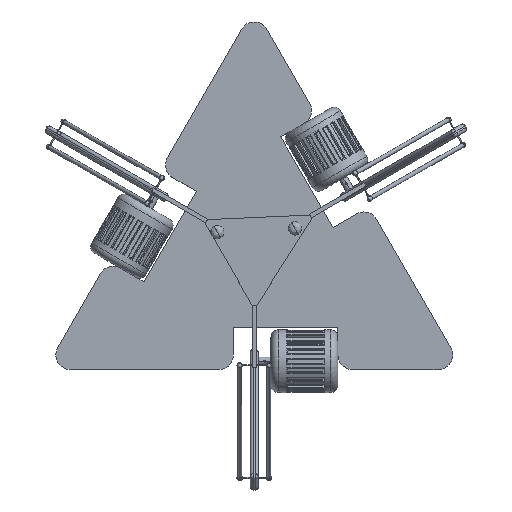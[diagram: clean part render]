
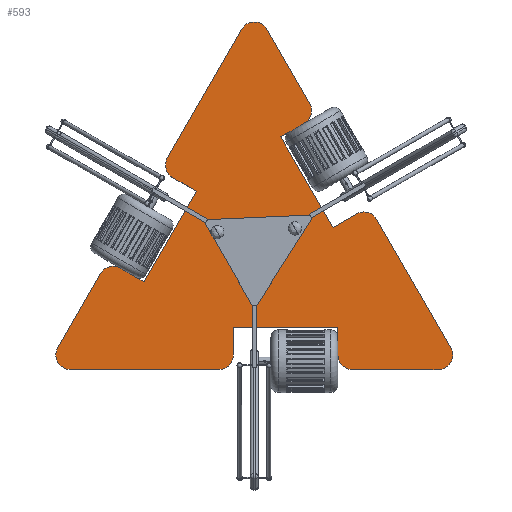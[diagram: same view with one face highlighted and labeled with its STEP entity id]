
A CAD part, top view. The second image highlights one B-rep face of the part: STEP entity #593.
In plain terms, the highlighted planar face has unit normal (0, 0, 1).
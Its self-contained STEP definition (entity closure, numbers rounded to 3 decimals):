
#110=DIRECTION('',(-0.5,0.866,0.));
#111=VECTOR('',#110,354.378);
#112=CARTESIAN_POINT('',(469.689,-347.5,75.));
#113=LINE('',#112,#111);
#126=CARTESIAN_POINT('',(102.189,219.029,75.));
#127=DIRECTION('',(0.,0.,1.));
#128=DIRECTION('',(0.5,-0.866,0.));
#129=AXIS2_PLACEMENT_3D('',#126,#127,#128);
#131=DIRECTION('',(0.866,0.5,0.));
#132=VECTOR('',#131,65.);
#133=CARTESIAN_POINT('',(63.397,156.218,75.));
#134=LINE('',#133,#132);
#135=DIRECTION('',(-0.5,0.866,0.));
#136=VECTOR('',#135,250.);
#137=CARTESIAN_POINT('',(188.397,-60.289,75.));
#138=LINE('',#137,#136);
#139=DIRECTION('',(-0.866,-0.5,0.));
#140=VECTOR('',#139,65.);
#141=CARTESIAN_POINT('',(244.689,-27.789,75.));
#142=LINE('',#141,#140);
#143=CARTESIAN_POINT('',(262.189,-58.099,75.));
#144=DIRECTION('',(0.,0.,1.));
#145=DIRECTION('',(0.866,0.5,0.));
#146=AXIS2_PLACEMENT_3D('',#143,#144,#145);
#148=CARTESIAN_POINT('',(439.378,-365.,75.));
#149=DIRECTION('',(0.,0.,1.));
#150=DIRECTION('',(0.,-1.,0.));
#151=AXIS2_PLACEMENT_3D('',#148,#149,#150);
#153=DIRECTION('',(1.,0.,0.));
#154=VECTOR('',#153,204.378);
#155=CARTESIAN_POINT('',(235.,-400.,75.));
#156=LINE('',#155,#154);
#157=CARTESIAN_POINT('',(235.,-365.,75.));
#158=DIRECTION('',(0.,0.,1.));
#159=DIRECTION('',(-1.,0.,0.));
#160=AXIS2_PLACEMENT_3D('',#157,#158,#159);
#162=DIRECTION('',(0.,-1.,0.));
#163=VECTOR('',#162,65.);
#164=CARTESIAN_POINT('',(200.,-300.,75.));
#165=LINE('',#164,#163);
#166=DIRECTION('',(1.,0.,0.));
#167=VECTOR('',#166,250.);
#168=CARTESIAN_POINT('',(-50.,-300.,75.));
#169=LINE('',#168,#167);
#170=DIRECTION('',(0.,1.,0.));
#171=VECTOR('',#170,65.);
#172=CARTESIAN_POINT('',(-50.,-365.,75.));
#173=LINE('',#172,#171);
#174=CARTESIAN_POINT('',(-85.,-365.,75.));
#175=DIRECTION('',(0.,0.,1.));
#176=DIRECTION('',(0.,-1.,0.));
#177=AXIS2_PLACEMENT_3D('',#174,#175,#176);
#179=CARTESIAN_POINT('',(-439.378,-365.,75.));
#180=DIRECTION('',(0.,0.,1.));
#181=DIRECTION('',(-0.866,0.5,0.));
#182=AXIS2_PLACEMENT_3D('',#179,#180,#181);
#184=DIRECTION('',(-0.5,-0.866,0.));
#185=VECTOR('',#184,204.378);
#186=CARTESIAN_POINT('',(-367.5,-170.503,75.));
#187=LINE('',#186,#185);
#188=CARTESIAN_POINT('',(-337.189,-188.003,75.));
#189=DIRECTION('',(0.,0.,1.));
#190=DIRECTION('',(0.5,0.866,0.));
#191=AXIS2_PLACEMENT_3D('',#188,#189,#190);
#193=DIRECTION('',(-0.866,0.5,0.));
#194=VECTOR('',#193,65.);
#195=CARTESIAN_POINT('',(-263.397,-190.192,75.));
#196=LINE('',#195,#194);
#197=DIRECTION('',(-0.5,-0.866,0.));
#198=VECTOR('',#197,250.);
#199=CARTESIAN_POINT('',(-138.397,26.314,75.));
#200=LINE('',#199,#198);
#201=DIRECTION('',(0.866,-0.5,0.));
#202=VECTOR('',#201,65.);
#203=CARTESIAN_POINT('',(-194.689,58.814,75.));
#204=LINE('',#203,#202);
#205=CARTESIAN_POINT('',(-177.189,89.125,75.));
#206=DIRECTION('',(0.,0.,1.));
#207=DIRECTION('',(-0.866,0.5,0.));
#208=AXIS2_PLACEMENT_3D('',#205,#206,#207);
#210=CARTESIAN_POINT('',(0.,396.025,75.));
#211=DIRECTION('',(0.,0.,1.));
#212=DIRECTION('',(0.866,0.5,0.));
#213=AXIS2_PLACEMENT_3D('',#210,#211,#212);
#215=DIRECTION('',(-0.5,0.866,0.));
#216=VECTOR('',#215,204.378);
#217=CARTESIAN_POINT('',(132.5,236.529,75.));
#218=LINE('',#217,#216);
#243=DIRECTION('',(1.,0.,0.));
#244=VECTOR('',#243,354.378);
#245=CARTESIAN_POINT('',(-439.378,-400.,75.));
#246=LINE('',#245,#244);
#283=DIRECTION('',(-0.5,-0.866,0.));
#284=VECTOR('',#283,354.378);
#285=CARTESIAN_POINT('',(-30.311,413.525,75.));
#286=LINE('',#285,#284);
#319=CARTESIAN_POINT('',(-138.397,26.314,75.));
#320=CARTESIAN_POINT('',(-263.397,-190.192,75.));
#321=VERTEX_POINT('',#319);
#322=VERTEX_POINT('',#320);
#323=CARTESIAN_POINT('',(-50.,-300.,75.));
#324=CARTESIAN_POINT('',(200.,-300.,75.));
#325=VERTEX_POINT('',#323);
#326=VERTEX_POINT('',#324);
#327=CARTESIAN_POINT('',(188.397,-60.289,75.));
#328=CARTESIAN_POINT('',(63.397,156.218,75.));
#329=VERTEX_POINT('',#327);
#330=VERTEX_POINT('',#328);
#335=CARTESIAN_POINT('',(30.311,413.525,75.));
#336=VERTEX_POINT('',#335);
#337=CARTESIAN_POINT('',(-30.311,413.525,75.));
#338=VERTEX_POINT('',#337);
#343=CARTESIAN_POINT('',(439.378,-400.,75.));
#344=VERTEX_POINT('',#343);
#345=CARTESIAN_POINT('',(469.689,-347.5,75.));
#346=VERTEX_POINT('',#345);
#351=CARTESIAN_POINT('',(-469.689,-347.5,75.));
#352=VERTEX_POINT('',#351);
#353=CARTESIAN_POINT('',(-439.378,-400.,75.));
#354=VERTEX_POINT('',#353);
#359=CARTESIAN_POINT('',(-207.5,106.625,75.));
#360=VERTEX_POINT('',#359);
#361=CARTESIAN_POINT('',(-194.689,58.814,75.));
#362=VERTEX_POINT('',#361);
#367=CARTESIAN_POINT('',(-319.689,-157.692,75.));
#368=VERTEX_POINT('',#367);
#369=CARTESIAN_POINT('',(-367.5,-170.503,75.));
#370=VERTEX_POINT('',#369);
#375=CARTESIAN_POINT('',(-85.,-400.,75.));
#376=VERTEX_POINT('',#375);
#377=CARTESIAN_POINT('',(-50.,-365.,75.));
#378=VERTEX_POINT('',#377);
#383=CARTESIAN_POINT('',(200.,-365.,75.));
#384=VERTEX_POINT('',#383);
#385=CARTESIAN_POINT('',(235.,-400.,75.));
#386=VERTEX_POINT('',#385);
#391=CARTESIAN_POINT('',(292.5,-40.599,75.));
#392=VERTEX_POINT('',#391);
#393=CARTESIAN_POINT('',(244.689,-27.789,75.));
#394=VERTEX_POINT('',#393);
#399=CARTESIAN_POINT('',(119.689,188.718,75.));
#400=VERTEX_POINT('',#399);
#401=CARTESIAN_POINT('',(132.5,236.529,75.));
#402=VERTEX_POINT('',#401);
#544=CARTESIAN_POINT('',(0.,0.,75.));
#545=DIRECTION('',(0.,0.,1.));
#546=DIRECTION('',(1.,0.,0.));
#547=AXIS2_PLACEMENT_3D('',#544,#545,#546);
#548=PLANE('',#547);
#549=ORIENTED_EDGE('',*,*,#467,.F.);
#550=ORIENTED_EDGE('',*,*,#483,.F.);
#551=ORIENTED_EDGE('',*,*,#496,.F.);
#552=ORIENTED_EDGE('',*,*,#509,.F.);
#553=ORIENTED_EDGE('',*,*,#524,.F.);
#554=ORIENTED_EDGE('',*,*,#535,.F.);
#556=ORIENTED_EDGE('',*,*,#555,.F.);
#558=ORIENTED_EDGE('',*,*,#557,.F.);
#560=ORIENTED_EDGE('',*,*,#559,.F.);
#562=ORIENTED_EDGE('',*,*,#561,.F.);
#564=ORIENTED_EDGE('',*,*,#563,.F.);
#566=ORIENTED_EDGE('',*,*,#565,.F.);
#568=ORIENTED_EDGE('',*,*,#567,.F.);
#570=ORIENTED_EDGE('',*,*,#569,.F.);
#572=ORIENTED_EDGE('',*,*,#571,.F.);
#574=ORIENTED_EDGE('',*,*,#573,.F.);
#576=ORIENTED_EDGE('',*,*,#575,.F.);
#578=ORIENTED_EDGE('',*,*,#577,.F.);
#580=ORIENTED_EDGE('',*,*,#579,.F.);
#582=ORIENTED_EDGE('',*,*,#581,.F.);
#584=ORIENTED_EDGE('',*,*,#583,.F.);
#586=ORIENTED_EDGE('',*,*,#585,.F.);
#588=ORIENTED_EDGE('',*,*,#587,.F.);
#590=ORIENTED_EDGE('',*,*,#589,.F.);
#591=EDGE_LOOP('',(#549,#550,#551,#552,#553,#554,#556,#558,#560,#562,#564,#566,
#568,#570,#572,#574,#576,#578,#580,#582,#584,#586,#588,#590));
#592=FACE_OUTER_BOUND('',#591,.F.);
#593=ADVANCED_FACE('',(#592),#548,.T.);
#130=CIRCLE('',#129,35.);
#147=CIRCLE('',#146,35.);
#152=CIRCLE('',#151,35.);
#161=CIRCLE('',#160,35.);
#178=CIRCLE('',#177,35.);
#183=CIRCLE('',#182,35.);
#192=CIRCLE('',#191,35.);
#209=CIRCLE('',#208,35.);
#214=CIRCLE('',#213,35.);
#467=EDGE_CURVE('',#400,#402,#130,.T.);
#483=EDGE_CURVE('',#330,#400,#134,.T.);
#496=EDGE_CURVE('',#329,#330,#138,.T.);
#509=EDGE_CURVE('',#394,#329,#142,.T.);
#524=EDGE_CURVE('',#392,#394,#147,.T.);
#535=EDGE_CURVE('',#346,#392,#113,.T.);
#555=EDGE_CURVE('',#344,#346,#152,.T.);
#557=EDGE_CURVE('',#386,#344,#156,.T.);
#559=EDGE_CURVE('',#384,#386,#161,.T.);
#561=EDGE_CURVE('',#326,#384,#165,.T.);
#563=EDGE_CURVE('',#325,#326,#169,.T.);
#565=EDGE_CURVE('',#378,#325,#173,.T.);
#567=EDGE_CURVE('',#376,#378,#178,.T.);
#569=EDGE_CURVE('',#354,#376,#246,.T.);
#571=EDGE_CURVE('',#352,#354,#183,.T.);
#573=EDGE_CURVE('',#370,#352,#187,.T.);
#575=EDGE_CURVE('',#368,#370,#192,.T.);
#577=EDGE_CURVE('',#322,#368,#196,.T.);
#579=EDGE_CURVE('',#321,#322,#200,.T.);
#581=EDGE_CURVE('',#362,#321,#204,.T.);
#583=EDGE_CURVE('',#360,#362,#209,.T.);
#585=EDGE_CURVE('',#338,#360,#286,.T.);
#587=EDGE_CURVE('',#336,#338,#214,.T.);
#589=EDGE_CURVE('',#402,#336,#218,.T.);
